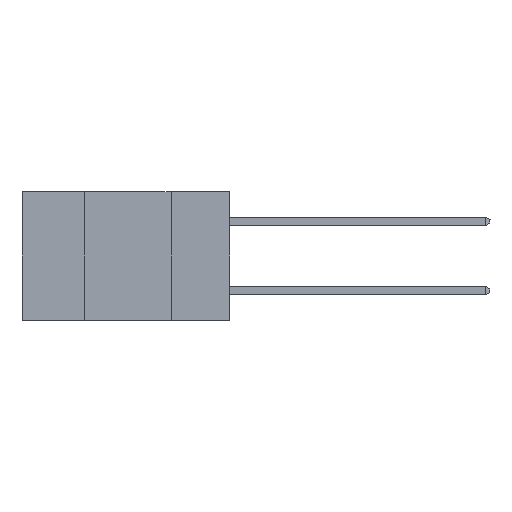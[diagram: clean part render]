
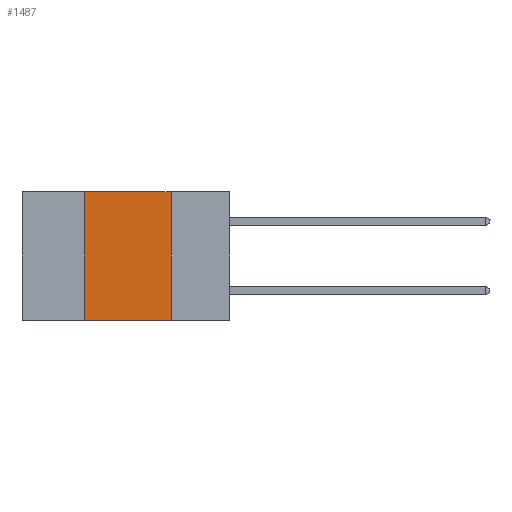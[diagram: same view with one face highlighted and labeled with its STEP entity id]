
A CAD part, left-side view. The second image highlights one B-rep face of the part: STEP entity #1487.
In plain terms, the highlighted planar face has unit normal (-1, 0, 0).
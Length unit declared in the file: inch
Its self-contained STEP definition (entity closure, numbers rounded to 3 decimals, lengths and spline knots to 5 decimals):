
#60 = ORIENTED_EDGE ( 'NONE', *, *, #19917, .F. ) ;
#190 = VECTOR ( 'NONE', #32280, 39.37008 ) ;
#1487 = ADVANCED_FACE ( 'NONE', ( #18962 ), #30568, .F. ) ;
#2631 = EDGE_CURVE ( 'NONE', #29691, #17147, #12328, .T. ) ;
#3278 = EDGE_CURVE ( 'NONE', #22842, #29740, #22445, .T. ) ;
#3517 = ORIENTED_EDGE ( 'NONE', *, *, #19034, .F. ) ;
#5438 = AXIS2_PLACEMENT_3D ( 'NONE', #14809, #17455, #23072 ) ;
#7575 = LINE ( 'NONE', #13070, #29347 ) ;
#10509 = ORIENTED_EDGE ( 'NONE', *, *, #3278, .F. ) ;
#11013 = CARTESIAN_POINT ( 'NONE',  ( 0., 0.6, -0.37 ) ) ;
#12066 = EDGE_LOOP ( 'NONE', ( #60, #10509, #3517, #16454 ) ) ;
#12328 = LINE ( 'NONE', #11013, #17240 ) ;
#13070 = CARTESIAN_POINT ( 'NONE',  ( 0., 0.42, 0. ) ) ;
#14272 = CARTESIAN_POINT ( 'NONE',  ( 0., 0.6, 0. ) ) ;
#14809 = CARTESIAN_POINT ( 'NONE',  ( 0., 0.6, 0. ) ) ;
#16454 = ORIENTED_EDGE ( 'NONE', *, *, #2631, .T. ) ;
#17147 = VERTEX_POINT ( 'NONE', #24528 ) ;
#17240 = VECTOR ( 'NONE', #29103, 39.37008 ) ;
#17455 = DIRECTION ( 'NONE',  ( 1., 0., 0. ) ) ;
#18962 = FACE_OUTER_BOUND ( 'NONE', #12066, .T. ) ;
#19034 = EDGE_CURVE ( 'NONE', #29691, #22842, #7575, .T. ) ;
#19572 = CARTESIAN_POINT ( 'NONE',  ( 0., 0.17, 0. ) ) ;
#19917 = EDGE_CURVE ( 'NONE', #29740, #17147, #30109, .T. ) ;
#20154 = CARTESIAN_POINT ( 'NONE',  ( 0., 0.17, 0. ) ) ;
#21350 = CARTESIAN_POINT ( 'NONE',  ( 0., 0.42, 0. ) ) ;
#22445 = LINE ( 'NONE', #14272, #190 ) ;
#22842 = VERTEX_POINT ( 'NONE', #21350 ) ;
#23072 = DIRECTION ( 'NONE',  ( 0., 0., -1. ) ) ;
#24528 = CARTESIAN_POINT ( 'NONE',  ( 0., 0.17, -0.37 ) ) ;
#24762 = CARTESIAN_POINT ( 'NONE',  ( 0., 0.42, -0.37 ) ) ;
#27198 = DIRECTION ( 'NONE',  ( 0., 0., -1. ) ) ;
#29103 = DIRECTION ( 'NONE',  ( 0., -1., 0. ) ) ;
#29347 = VECTOR ( 'NONE', #30879, 39.37008 ) ;
#29691 = VERTEX_POINT ( 'NONE', #24762 ) ;
#29740 = VERTEX_POINT ( 'NONE', #20154 ) ;
#30109 = LINE ( 'NONE', #19572, #32497 ) ;
#30568 = PLANE ( 'NONE',  #5438 ) ;
#30879 = DIRECTION ( 'NONE',  ( 0., 0., 1. ) ) ;
#32280 = DIRECTION ( 'NONE',  ( 0., -1., 0. ) ) ;
#32497 = VECTOR ( 'NONE', #27198, 39.37008 ) ;
